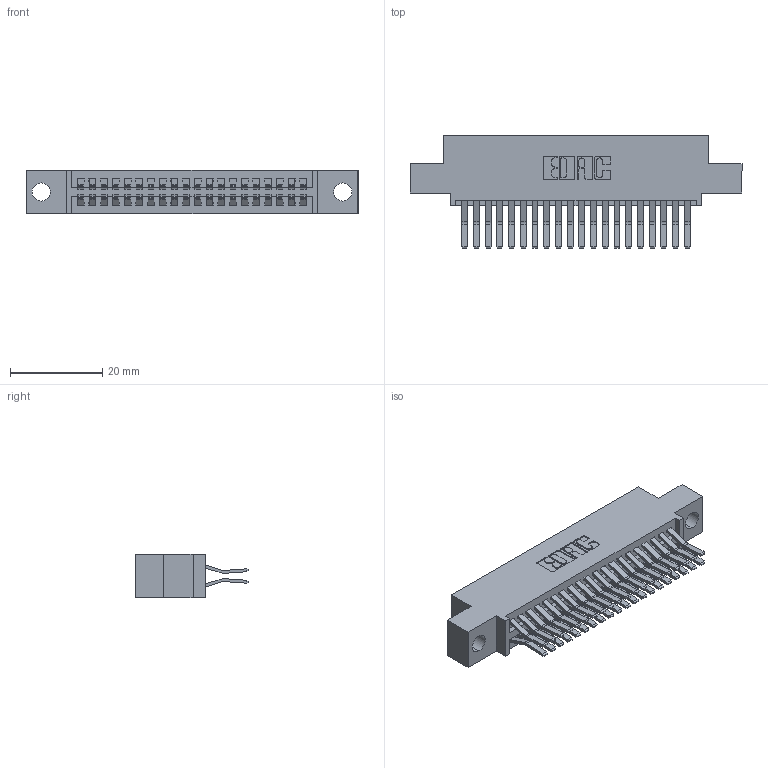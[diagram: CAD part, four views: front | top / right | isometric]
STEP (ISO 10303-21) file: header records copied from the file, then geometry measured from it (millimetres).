
FILE_DESCRIPTION (( 'STEP AP203' ), '1' );
FILE_NAME ('345-040-560-504.STEP', '2018-09-05T06:28:35', ( '' ), ( '' ), 'SwSTEP 2.0', 'SolidWorks 2016', '' );
FILE_SCHEMA (( 'CONFIG_CONTROL_DESIGN' ));
Length unit declared in the file: inch
Products named in the file (3): 345 Part_0.110 Offset - 0.156 Dia-TH; 345-292-001_560 Tail; 345-040-560-504
Assembly tree (41 placements, depth 2):
  345-040-560-504
    345 Part_0.110 Offset - 0.156 Dia-TH
    345-292-001_560 Tail  x40
Bounding box: 72.01 x 24.45 x 9.4 mm (x, y, z)
Volume: 6891.8 mm3; surface area: 10343.4 mm2
Topology: 41 solids, 41 shells, 2210 faces, 6553 edges, 4314 vertices
Faces by surface type: plane 1404, cylinder 806
Entity records: 18877 total; most frequent: CARTESIAN_POINT 3188, ORIENTED_EDGE 3122, DIRECTION 2841, EDGE_CURVE 1561, LINE 1345, VECTOR 1345, VERTEX_POINT 1038, AXIS2_PLACEMENT_3D 748
